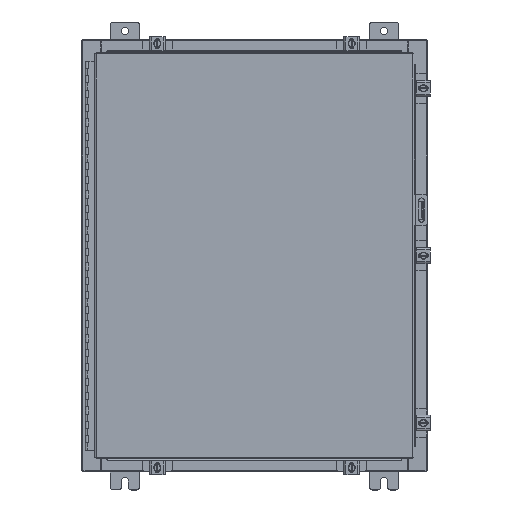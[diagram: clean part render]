
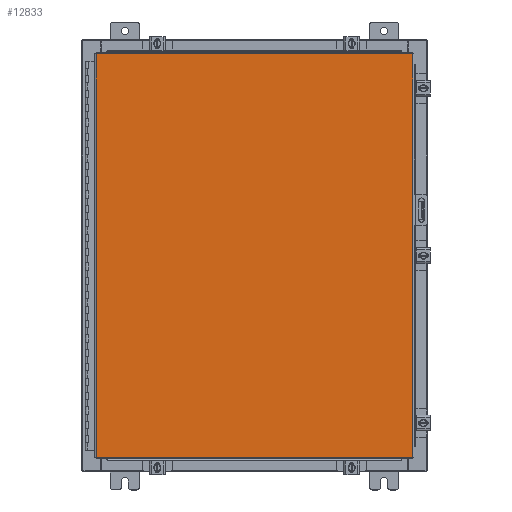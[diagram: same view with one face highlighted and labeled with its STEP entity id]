
A CAD part, top view. The second image highlights one B-rep face of the part: STEP entity #12833.
In plain terms, the highlighted planar face has unit normal (0, 0, 1).
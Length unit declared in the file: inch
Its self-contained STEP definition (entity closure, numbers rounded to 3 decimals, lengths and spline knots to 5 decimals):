
#1091 = CARTESIAN_POINT ( 'NONE',  ( -10.9903, -14.0063, 0. ) ) ;
#4949 = EDGE_CURVE ( 'NONE', #25826, #34530, #25059, .T. ) ;
#5250 = PLANE ( 'NONE',  #36989 ) ;
#6356 = ORIENTED_EDGE ( 'NONE', *, *, #16430, .T. ) ;
#7478 = DIRECTION ( 'NONE',  ( -1., 0., 0. ) ) ;
#9480 = VERTEX_POINT ( 'NONE', #24891 ) ;
#12833 = ADVANCED_FACE ( 'NONE', ( #14597 ), #5250, .F. ) ;
#13063 = VECTOR ( 'NONE', #7478, 39.37008 ) ;
#14597 = FACE_OUTER_BOUND ( 'NONE', #31550, .T. ) ;
#15093 = EDGE_CURVE ( 'NONE', #34530, #26356, #33629, .T. ) ;
#15241 = CARTESIAN_POINT ( 'NONE',  ( -10.9903, -14.0063, 0. ) ) ;
#16430 = EDGE_CURVE ( 'NONE', #9480, #25826, #27628, .T. ) ;
#17342 = VECTOR ( 'NONE', #27326, 39.37008 ) ;
#17409 = CARTESIAN_POINT ( 'NONE',  ( 10.9903, -14.0063, 0. ) ) ;
#17529 = DIRECTION ( 'NONE',  ( 0., 1., 0. ) ) ;
#18966 = VECTOR ( 'NONE', #27313, 39.37008 ) ;
#19272 = CARTESIAN_POINT ( 'NONE',  ( 10.9903, -14.0063, 0. ) ) ;
#19836 = CARTESIAN_POINT ( 'NONE',  ( -10.9903, 14.0063, 0. ) ) ;
#19987 = DIRECTION ( 'NONE',  ( -1., 0., 0. ) ) ;
#23189 = ORIENTED_EDGE ( 'NONE', *, *, #36714, .T. ) ;
#24350 = ORIENTED_EDGE ( 'NONE', *, *, #4949, .T. ) ;
#24891 = CARTESIAN_POINT ( 'NONE',  ( 10.9903, 14.0063, 0. ) ) ;
#24943 = CARTESIAN_POINT ( 'NONE',  ( 10.9903, 14.0063, 0. ) ) ;
#25059 = LINE ( 'NONE', #36081, #17342 ) ;
#25826 = VERTEX_POINT ( 'NONE', #19836 ) ;
#26356 = VERTEX_POINT ( 'NONE', #19272 ) ;
#27313 = DIRECTION ( 'NONE',  ( 1., 0., 0. ) ) ;
#27326 = DIRECTION ( 'NONE',  ( 0., -1., 0. ) ) ;
#27628 = LINE ( 'NONE', #24943, #13063 ) ;
#27717 = VECTOR ( 'NONE', #17529, 39.37008 ) ;
#29559 = ORIENTED_EDGE ( 'NONE', *, *, #15093, .T. ) ;
#31550 = EDGE_LOOP ( 'NONE', ( #29559, #23189, #6356, #24350 ) ) ;
#33629 = LINE ( 'NONE', #1091, #18966 ) ;
#34530 = VERTEX_POINT ( 'NONE', #15241 ) ;
#34567 = CARTESIAN_POINT ( 'NONE',  ( 0., 0., 0. ) ) ;
#35556 = LINE ( 'NONE', #17409, #27717 ) ;
#36081 = CARTESIAN_POINT ( 'NONE',  ( -10.9903, 14.0063, 0. ) ) ;
#36714 = EDGE_CURVE ( 'NONE', #26356, #9480, #35556, .T. ) ;
#36989 = AXIS2_PLACEMENT_3D ( 'NONE', #34567, #37491, #19987 ) ;
#37491 = DIRECTION ( 'NONE',  ( 0., 0., -1. ) ) ;
